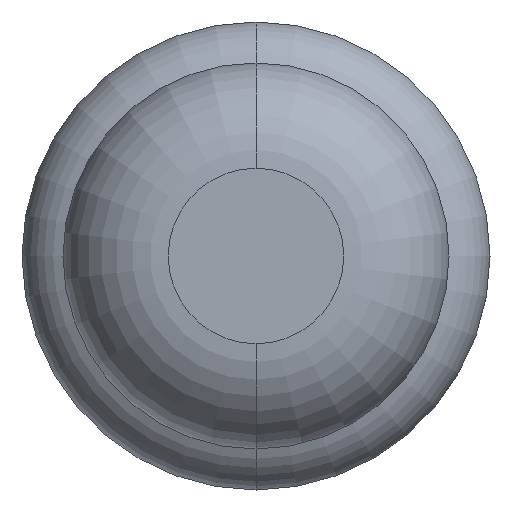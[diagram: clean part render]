
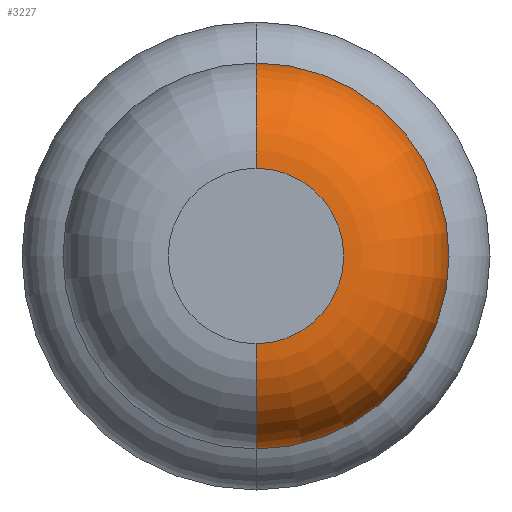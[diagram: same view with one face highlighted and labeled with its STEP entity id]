
A CAD part, front view. The second image highlights one B-rep face of the part: STEP entity #3227.
In plain terms, the highlighted toroidal (fillet/blend) face has major radius 0.375 mm and minor radius 0.45 mm.
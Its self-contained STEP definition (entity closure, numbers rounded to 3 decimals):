
#9 = EDGE_CURVE ( 'NONE', #4508, #3625, #2649, .T. ) ;
#11 = CIRCLE ( 'NONE', #1316, 0.375 ) ;
#43 = DIRECTION ( 'NONE',  ( 0., 0., 1. ) ) ;
#119 = CARTESIAN_POINT ( 'NONE',  ( 0., -28.55, 0. ) ) ;
#289 = CARTESIAN_POINT ( 'NONE',  ( 0., -28.55, -0.375 ) ) ;
#492 = ORIENTED_EDGE ( 'NONE', *, *, #2394, .F. ) ;
#542 = VERTEX_POINT ( 'NONE', #3787 ) ;
#577 = AXIS2_PLACEMENT_3D ( 'NONE', #3934, #1723, #4688 ) ;
#645 = DIRECTION ( 'NONE',  ( 1., 0., 0. ) ) ;
#719 = CIRCLE ( 'NONE', #3812, 0.825 ) ;
#792 = CARTESIAN_POINT ( 'NONE',  ( 0., -28.55, -0.825 ) ) ;
#842 = CIRCLE ( 'NONE', #577, 0.45 ) ;
#1149 = DIRECTION ( 'NONE',  ( 0., 0., 1. ) ) ;
#1316 = AXIS2_PLACEMENT_3D ( 'NONE', #2550, #4076, #1149 ) ;
#1463 = FACE_OUTER_BOUND ( 'NONE', #2541, .T. ) ;
#1723 = DIRECTION ( 'NONE',  ( -1., 0., 0. ) ) ;
#1835 = CARTESIAN_POINT ( 'NONE',  ( 0., -29., 0.375 ) ) ;
#1856 = DIRECTION ( 'NONE',  ( 0., 1., 0. ) ) ;
#2226 = CARTESIAN_POINT ( 'NONE',  ( 0., -28.55, 0. ) ) ;
#2363 = DIRECTION ( 'NONE',  ( 0., 0., 1. ) ) ;
#2394 = EDGE_CURVE ( 'NONE', #4146, #542, #842, .T. ) ;
#2476 = AXIS2_PLACEMENT_3D ( 'NONE', #119, #4198, #2363 ) ;
#2541 = EDGE_LOOP ( 'NONE', ( #4072, #3389, #4423, #492 ) ) ;
#2550 = CARTESIAN_POINT ( 'NONE',  ( 0., -29., 0. ) ) ;
#2649 = CIRCLE ( 'NONE', #3243, 0.45 ) ;
#2663 = TOROIDAL_SURFACE ( 'NONE', #2476, 0.375, 0.45 ) ;
#2982 = EDGE_CURVE ( 'Defeature ausgef�hrt1_3+Defeature ausgef�hrt1_2+Defeature ausgef�hrt1_2+Defeature ausgef�hrt1_2', #542, #3625, #719, .T. ) ;
#3207 = DIRECTION ( 'NONE',  ( 0., 0., -1. ) ) ;
#3227 = ADVANCED_FACE ( 'Defeature ausgef�hrt1_2', ( #1463 ), #2663, .T. ) ;
#3243 = AXIS2_PLACEMENT_3D ( 'NONE', #289, #645, #3207 ) ;
#3389 = ORIENTED_EDGE ( 'NONE', *, *, #9, .T. ) ;
#3625 = VERTEX_POINT ( 'NONE', #792 ) ;
#3787 = CARTESIAN_POINT ( 'NONE',  ( 0., -28.55, 0.825 ) ) ;
#3812 = AXIS2_PLACEMENT_3D ( 'NONE', #2226, #1856, #43 ) ;
#3934 = CARTESIAN_POINT ( 'NONE',  ( 0., -28.55, 0.375 ) ) ;
#4013 = EDGE_CURVE ( 'Defeature ausgef�hrt1_2+Defeature ausgef�hrt1_1+Defeature ausgef�hrt1_1+Defeature ausgef�hrt1_1', #4146, #4508, #11, .T. ) ;
#4072 = ORIENTED_EDGE ( 'NONE', *, *, #4013, .T. ) ;
#4076 = DIRECTION ( 'NONE',  ( 0., 1., 0. ) ) ;
#4146 = VERTEX_POINT ( 'NONE', #1835 ) ;
#4198 = DIRECTION ( 'NONE',  ( 0., 1., 0. ) ) ;
#4423 = ORIENTED_EDGE ( 'NONE', *, *, #2982, .F. ) ;
#4508 = VERTEX_POINT ( 'NONE', #4654 ) ;
#4654 = CARTESIAN_POINT ( 'NONE',  ( 0., -29., -0.375 ) ) ;
#4688 = DIRECTION ( 'NONE',  ( 0., 0., 1. ) ) ;
